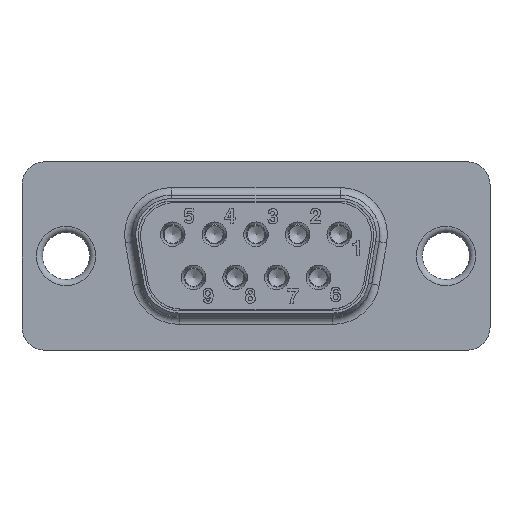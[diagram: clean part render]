
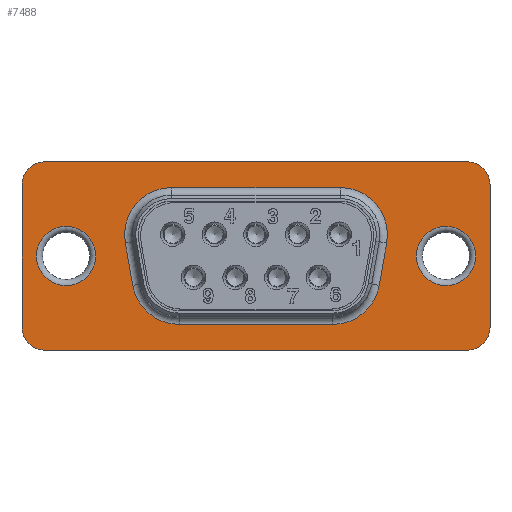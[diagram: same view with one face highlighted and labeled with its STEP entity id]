
A CAD part, top view. The second image highlights one B-rep face of the part: STEP entity #7488.
In plain terms, the highlighted face is planar.
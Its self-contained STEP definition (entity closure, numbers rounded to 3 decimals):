
#416=FACE_BOUND('',#1558,.T.);
#417=FACE_BOUND('',#1559,.T.);
#418=FACE_BOUND('',#1560,.T.);
#640=PLANE('',#8262);
#1040=FACE_OUTER_BOUND('',#1557,.T.);
#1557=EDGE_LOOP('',(#6817,#6818,#6819,#6820,#6821,#6822,#6823,#6824));
#1558=EDGE_LOOP('',(#6825,#6826));
#1559=EDGE_LOOP('',(#6827,#6828,#6829,#6830,#6831,#6832,#6833,#6834));
#1560=EDGE_LOOP('',(#6835,#6836));
#2207=LINE('',#16508,#2862);
#2208=LINE('',#16512,#2863);
#2209=LINE('',#16516,#2864);
#2210=LINE('',#16519,#2865);
#2211=LINE('',#16526,#2866);
#2212=LINE('',#16530,#2867);
#2213=LINE('',#16534,#2868);
#2214=LINE('',#16538,#2869);
#2862=VECTOR('',#10212,10.);
#2863=VECTOR('',#10215,10.);
#2864=VECTOR('',#10218,10.);
#2865=VECTOR('',#10221,10.);
#2866=VECTOR('',#10226,10.);
#2867=VECTOR('',#10229,10.);
#2868=VECTOR('',#10232,10.);
#2869=VECTOR('',#10235,10.);
#3187=CIRCLE('',#8259,1.95);
#3189=CIRCLE('',#8261,1.95);
#3190=CIRCLE('',#8263,1.5);
#3191=CIRCLE('',#8264,1.5);
#3192=CIRCLE('',#8265,1.5);
#3193=CIRCLE('',#8266,1.5);
#3194=CIRCLE('',#8267,1.95);
#3195=CIRCLE('',#8268,1.95);
#3196=CIRCLE('',#8269,3.1);
#3197=CIRCLE('',#8270,3.1);
#3198=CIRCLE('',#8271,3.1);
#3199=CIRCLE('',#8272,3.1);
#3851=VERTEX_POINT('',#16498);
#3852=VERTEX_POINT('',#16499);
#3853=VERTEX_POINT('',#16504);
#3854=VERTEX_POINT('',#16505);
#3855=VERTEX_POINT('',#16507);
#3856=VERTEX_POINT('',#16509);
#3857=VERTEX_POINT('',#16511);
#3858=VERTEX_POINT('',#16513);
#3859=VERTEX_POINT('',#16515);
#3860=VERTEX_POINT('',#16517);
#3861=VERTEX_POINT('',#16520);
#3862=VERTEX_POINT('',#16521);
#3863=VERTEX_POINT('',#16524);
#3864=VERTEX_POINT('',#16525);
#3865=VERTEX_POINT('',#16527);
#3866=VERTEX_POINT('',#16529);
#3867=VERTEX_POINT('',#16531);
#3868=VERTEX_POINT('',#16533);
#3869=VERTEX_POINT('',#16535);
#3870=VERTEX_POINT('',#16537);
#4849=EDGE_CURVE('',#3851,#3852,#3187,.T.);
#4851=EDGE_CURVE('',#3852,#3851,#3189,.T.);
#4852=EDGE_CURVE('',#3853,#3854,#3190,.T.);
#4853=EDGE_CURVE('',#3855,#3853,#2207,.T.);
#4854=EDGE_CURVE('',#3856,#3855,#3191,.T.);
#4855=EDGE_CURVE('',#3857,#3856,#2208,.T.);
#4856=EDGE_CURVE('',#3858,#3857,#3192,.T.);
#4857=EDGE_CURVE('',#3859,#3858,#2209,.T.);
#4858=EDGE_CURVE('',#3860,#3859,#3193,.T.);
#4859=EDGE_CURVE('',#3854,#3860,#2210,.T.);
#4860=EDGE_CURVE('',#3861,#3862,#3194,.T.);
#4861=EDGE_CURVE('',#3862,#3861,#3195,.T.);
#4862=EDGE_CURVE('',#3863,#3864,#2211,.T.);
#4863=EDGE_CURVE('',#3865,#3863,#3196,.T.);
#4864=EDGE_CURVE('',#3866,#3865,#2212,.T.);
#4865=EDGE_CURVE('',#3867,#3866,#3197,.T.);
#4866=EDGE_CURVE('',#3868,#3867,#2213,.T.);
#4867=EDGE_CURVE('',#3869,#3868,#3198,.T.);
#4868=EDGE_CURVE('',#3870,#3869,#2214,.T.);
#4869=EDGE_CURVE('',#3864,#3870,#3199,.T.);
#6817=ORIENTED_EDGE('',*,*,#4852,.F.);
#6818=ORIENTED_EDGE('',*,*,#4853,.F.);
#6819=ORIENTED_EDGE('',*,*,#4854,.F.);
#6820=ORIENTED_EDGE('',*,*,#4855,.F.);
#6821=ORIENTED_EDGE('',*,*,#4856,.F.);
#6822=ORIENTED_EDGE('',*,*,#4857,.F.);
#6823=ORIENTED_EDGE('',*,*,#4858,.F.);
#6824=ORIENTED_EDGE('',*,*,#4859,.F.);
#6825=ORIENTED_EDGE('',*,*,#4860,.F.);
#6826=ORIENTED_EDGE('',*,*,#4861,.F.);
#6827=ORIENTED_EDGE('',*,*,#4862,.F.);
#6828=ORIENTED_EDGE('',*,*,#4863,.F.);
#6829=ORIENTED_EDGE('',*,*,#4864,.F.);
#6830=ORIENTED_EDGE('',*,*,#4865,.F.);
#6831=ORIENTED_EDGE('',*,*,#4866,.F.);
#6832=ORIENTED_EDGE('',*,*,#4867,.F.);
#6833=ORIENTED_EDGE('',*,*,#4868,.F.);
#6834=ORIENTED_EDGE('',*,*,#4869,.F.);
#6835=ORIENTED_EDGE('',*,*,#4849,.F.);
#6836=ORIENTED_EDGE('',*,*,#4851,.F.);
#7488=ADVANCED_FACE('',(#1040,#416,#417,#418),#640,.F.);
#8259=AXIS2_PLACEMENT_3D('',#16500,#10202,#10203);
#8261=AXIS2_PLACEMENT_3D('',#16502,#10206,#10207);
#8262=AXIS2_PLACEMENT_3D('',#16503,#10208,#10209);
#8263=AXIS2_PLACEMENT_3D('',#16506,#10210,#10211);
#8264=AXIS2_PLACEMENT_3D('',#16510,#10213,#10214);
#8265=AXIS2_PLACEMENT_3D('',#16514,#10216,#10217);
#8266=AXIS2_PLACEMENT_3D('',#16518,#10219,#10220);
#8267=AXIS2_PLACEMENT_3D('',#16522,#10222,#10223);
#8268=AXIS2_PLACEMENT_3D('',#16523,#10224,#10225);
#8269=AXIS2_PLACEMENT_3D('',#16528,#10227,#10228);
#8270=AXIS2_PLACEMENT_3D('',#16532,#10230,#10231);
#8271=AXIS2_PLACEMENT_3D('',#16536,#10233,#10234);
#8272=AXIS2_PLACEMENT_3D('',#16539,#10236,#10237);
#10202=DIRECTION('center_axis',(0.,0.,-1.));
#10203=DIRECTION('ref_axis',(-1.,0.,0.));
#10206=DIRECTION('center_axis',(0.,0.,-1.));
#10207=DIRECTION('ref_axis',(-1.,0.,0.));
#10208=DIRECTION('center_axis',(0.,0.,1.));
#10209=DIRECTION('ref_axis',(1.,0.,0.));
#10210=DIRECTION('center_axis',(0.,0.,1.));
#10211=DIRECTION('ref_axis',(0.707,0.707,0.));
#10212=DIRECTION('',(0.,1.,0.));
#10213=DIRECTION('center_axis',(0.,0.,1.));
#10214=DIRECTION('ref_axis',(0.707,-0.707,0.));
#10215=DIRECTION('',(1.,0.,0.));
#10216=DIRECTION('center_axis',(0.,0.,1.));
#10217=DIRECTION('ref_axis',(-0.707,-0.707,0.));
#10218=DIRECTION('',(0.,-1.,0.));
#10219=DIRECTION('center_axis',(0.,0.,1.));
#10220=DIRECTION('ref_axis',(-0.707,0.707,0.));
#10221=DIRECTION('',(-1.,0.,0.));
#10222=DIRECTION('center_axis',(0.,0.,-1.));
#10223=DIRECTION('ref_axis',(-1.,0.,0.));
#10224=DIRECTION('center_axis',(0.,0.,-1.));
#10225=DIRECTION('ref_axis',(-1.,0.,0.));
#10226=DIRECTION('',(-1.,0.,0.));
#10227=DIRECTION('center_axis',(0.,0.,-1.));
#10228=DIRECTION('ref_axis',(0.643,-0.766,0.));
#10229=DIRECTION('',(-0.174,-0.985,0.));
#10230=DIRECTION('center_axis',(0.,0.,-1.));
#10231=DIRECTION('ref_axis',(0.766,0.643,0.));
#10232=DIRECTION('',(1.,0.,0.));
#10233=DIRECTION('center_axis',(0.,0.,-1.));
#10234=DIRECTION('ref_axis',(-0.766,0.643,0.));
#10235=DIRECTION('',(-0.174,0.985,0.));
#10236=DIRECTION('center_axis',(0.,0.,-1.));
#10237=DIRECTION('ref_axis',(-0.643,-0.766,0.));
#16498=CARTESIAN_POINT('',(-10.55,0.,-0.4));
#16499=CARTESIAN_POINT('',(-14.45,0.,-0.4));
#16500=CARTESIAN_POINT('Origin',(-12.5,0.,-0.4));
#16502=CARTESIAN_POINT('Origin',(-12.5,0.,-0.4));
#16503=CARTESIAN_POINT('Origin',(7.735,0.027,-0.4));
#16504=CARTESIAN_POINT('',(15.4,4.7,-0.4));
#16505=CARTESIAN_POINT('',(13.9,6.2,-0.4));
#16506=CARTESIAN_POINT('Origin',(13.9,4.7,-0.4));
#16507=CARTESIAN_POINT('',(15.4,-4.7,-0.4));
#16508=CARTESIAN_POINT('',(15.4,-6.2,-0.4));
#16509=CARTESIAN_POINT('',(13.9,-6.2,-0.4));
#16510=CARTESIAN_POINT('Origin',(13.9,-4.7,-0.4));
#16511=CARTESIAN_POINT('',(-13.9,-6.2,-0.4));
#16512=CARTESIAN_POINT('',(-15.4,-6.2,-0.4));
#16513=CARTESIAN_POINT('',(-15.4,-4.7,-0.4));
#16514=CARTESIAN_POINT('Origin',(-13.9,-4.7,-0.4));
#16515=CARTESIAN_POINT('',(-15.4,4.7,-0.4));
#16516=CARTESIAN_POINT('',(-15.4,6.2,-0.4));
#16517=CARTESIAN_POINT('',(-13.9,6.2,-0.4));
#16518=CARTESIAN_POINT('Origin',(-13.9,4.7,-0.4));
#16519=CARTESIAN_POINT('',(15.4,6.2,-0.4));
#16520=CARTESIAN_POINT('',(14.45,0.,-0.4));
#16521=CARTESIAN_POINT('',(10.55,0.,-0.4));
#16522=CARTESIAN_POINT('Origin',(12.5,0.,-0.4));
#16523=CARTESIAN_POINT('Origin',(12.5,0.,-0.4));
#16524=CARTESIAN_POINT('',(5.056,-4.5,-0.4));
#16525=CARTESIAN_POINT('',(-5.056,-4.5,-0.4));
#16526=CARTESIAN_POINT('',(3.868,-4.5,-0.4));
#16527=CARTESIAN_POINT('',(8.109,-1.938,-0.4));
#16528=CARTESIAN_POINT('Origin',(5.056,-1.4,-0.4));
#16529=CARTESIAN_POINT('',(8.603,0.862,-0.4));
#16530=CARTESIAN_POINT('',(8.272,-1.017,-0.4));
#16531=CARTESIAN_POINT('',(5.55,4.5,-0.4));
#16532=CARTESIAN_POINT('Origin',(5.55,1.4,-0.4));
#16533=CARTESIAN_POINT('',(-5.55,4.5,-0.4));
#16534=CARTESIAN_POINT('',(3.868,4.5,-0.4));
#16535=CARTESIAN_POINT('',(-8.603,0.862,-0.4));
#16536=CARTESIAN_POINT('Origin',(-5.55,1.4,-0.4));
#16537=CARTESIAN_POINT('',(-8.109,-1.938,-0.4));
#16538=CARTESIAN_POINT('',(-8.285,-0.94,-0.4));
#16539=CARTESIAN_POINT('Origin',(-5.056,-1.4,-0.4));
